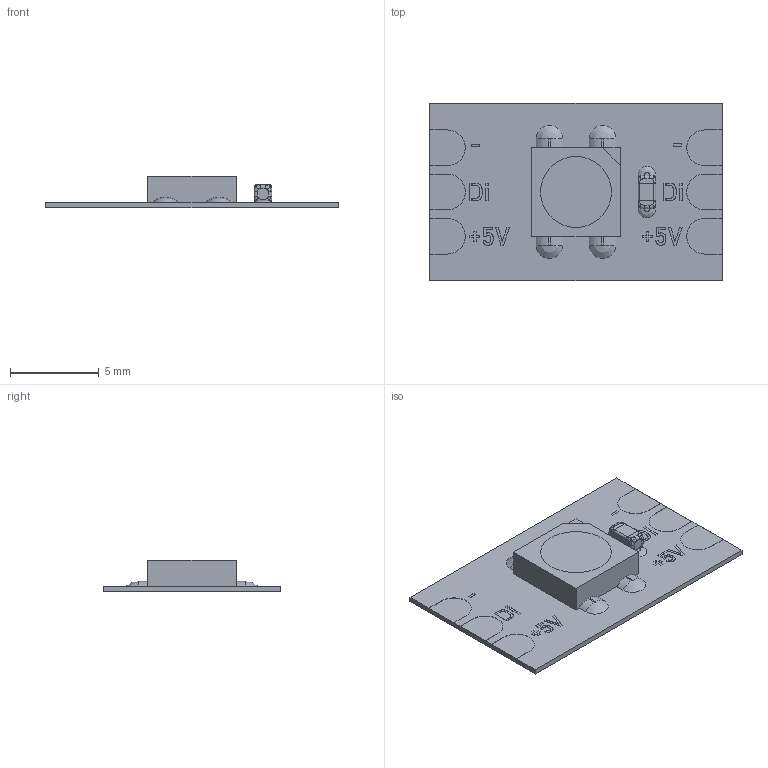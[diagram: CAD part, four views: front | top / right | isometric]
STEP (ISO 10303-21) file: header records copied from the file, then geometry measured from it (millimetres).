
FILE_DESCRIPTION(/* description */ (''),/* implementation_level */ '2;1');
FILE_NAME(/* name */ 'Strip v11.step',/* time_stamp */ '2020-11-19T17:33:25+01:00',/* author */ (''),/* organization */ (''),/* preprocessor_version */ 'ST-DEVELOPER v18.1',/* originating_system */ 'Autodesk Translation Framework v9.3.0.1241',/* authorisation */ '');
FILE_SCHEMA (('AUTOMOTIVE_DESIGN { 1 0 10303 214 3 1 1 }'));
Length unit declared in the file: millimetre
Products named in the file (3): Strip; LED-Strip; LED
Assembly tree (2 placements, depth 3):
  Strip
    LED-Strip
      LED
Bounding box: 16.5 x 10 x 1.8 mm (x, y, z)
Volume: 90.7 mm3; surface area: 570.4 mm2
Topology: 39 solids, 39 shells, 437 faces, 1066 edges, 700 vertices
Faces by surface type: plane 275, bspline 120, cylinder 42
Full cylindrical faces by diameter (mm): 4 x2
Entity records: 16070 total; most frequent: CARTESIAN_POINT 6490, ORIENTED_EDGE 2100, DIRECTION 1562, EDGE_CURVE 1050, VERTEX_POINT 692, LINE 686, VECTOR 686, EDGE_LOOP 440
